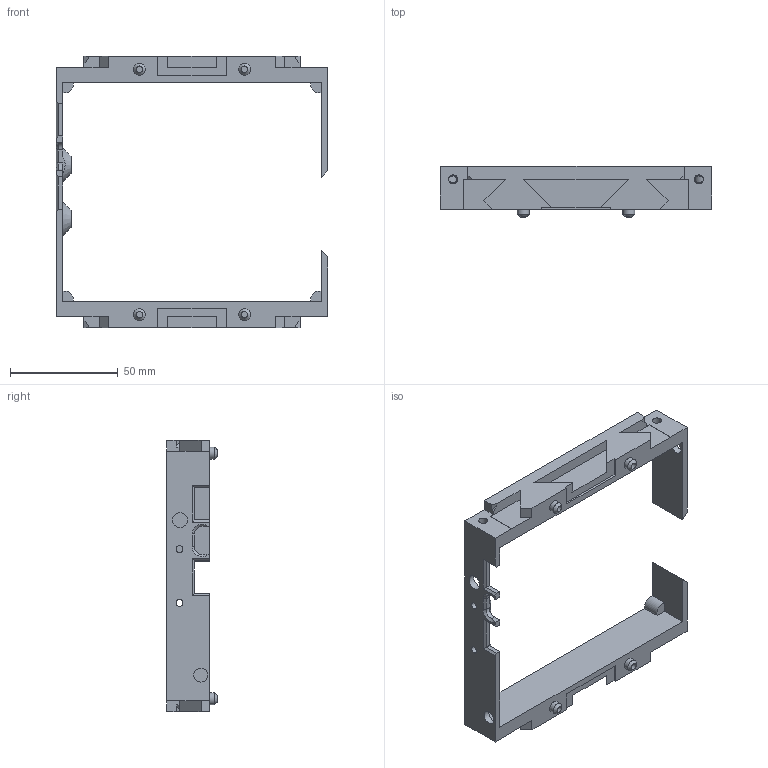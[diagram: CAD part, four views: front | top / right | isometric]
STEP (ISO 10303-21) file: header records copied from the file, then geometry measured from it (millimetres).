
FILE_DESCRIPTION(/* description */ ('STEP AP242','CAx-IF Rec.Pracs.---Representation and Presentation of Product Manufacturing Information (PMI)---4.0---2014-10-13','CAx-IF Rec.Pracs.---3D Tessellated Geometry---0.4---2014-09-14','2;1'),/* implementation_level */ '2;1');
FILE_NAME(/* name */ '6336df1df64b733695f330c3',/* time_stamp */ '2022-09-30T12:20:46+00:00',/* author */ (''),/* organization */ (''),/* preprocessor_version */ 'ST-DEVELOPER v18.102',/* originating_system */ ' ',/* authorisation */ ' ');
FILE_SCHEMA (('AP242_MANAGED_MODEL_BASED_3D_ENGINEERING_MIM_LF { 1 0 10303 442 1 1 4 }'));
Length unit declared in the file: metre
Products named in the file (1): Mobo Case
Bounding box: 126 x 23.57 x 126 mm (x, y, z)
Volume: 55758.9 mm3; surface area: 26148.7 mm2
Topology: 1 solids, 1 shells, 162 faces, 457 edges, 303 vertices
Faces by surface type: plane 105, cylinder 41, cone 16
Full cylindrical faces by diameter (mm): 3 x4, 3.2 x2, 4 x2, 4.2 x10, 5.5 x4, 6 x1, 6.5 x1, 7 x1
Entity records: 4933 total; most frequent: CARTESIAN_POINT 1039, ORIENTED_EDGE 780, DIRECTION 756, EDGE_CURVE 390, VERTEX_POINT 273, LINE 270, VECTOR 270, AXIS2_PLACEMENT_3D 243
